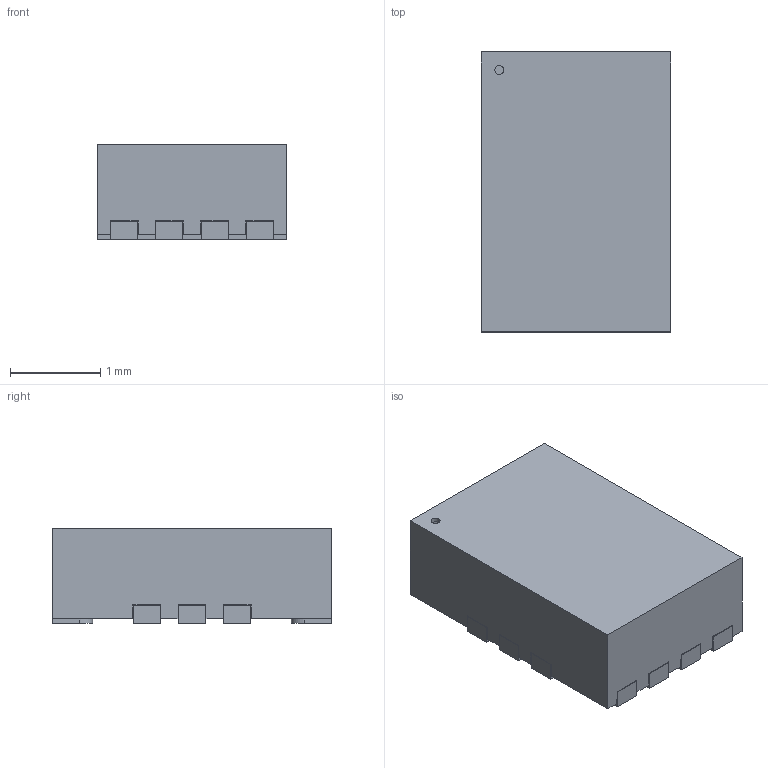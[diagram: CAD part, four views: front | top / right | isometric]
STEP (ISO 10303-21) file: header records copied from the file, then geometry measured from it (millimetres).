
FILE_DESCRIPTION (( 'STEP AP214' ), '1' );
FILE_NAME ('D6AD7B7B-0B61-4818-96D9-DB3461D92D2C.STEP', '2024-10-01T08:54:27', ( '' ), ( '' ), 'SwSTEP 2.0', 'SolidWorks 2022', '' );
FILE_SCHEMA (( 'AUTOMOTIVE_DESIGN' ));
Length unit declared in the file: millimetre
Products named in the file (1): D6AD7B7B-0B61-4818-96D9-DB3461D92D2C
Bounding box: 2.1 x 3.1 x 1.05 mm (x, y, z)
Surface area: 24.8 mm2 (no closed solid volume)
Topology: 0 solids, 1 shells, 138 faces, 408 edges, 272 vertices
Faces by surface type: plane 127, cylinder 11
Entity records: 5206 total; most frequent: CARTESIAN_POINT 819, ORIENTED_EDGE 814, DIRECTION 708, EDGE_CURVE 408, LINE 386, VECTOR 386, VERTEX_POINT 272, AXIS2_PLACEMENT_3D 161
